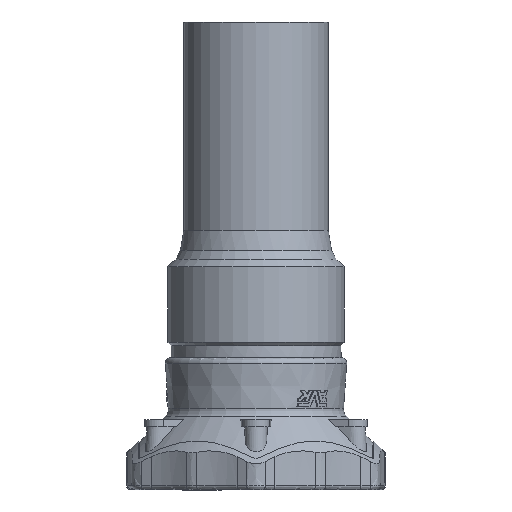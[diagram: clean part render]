
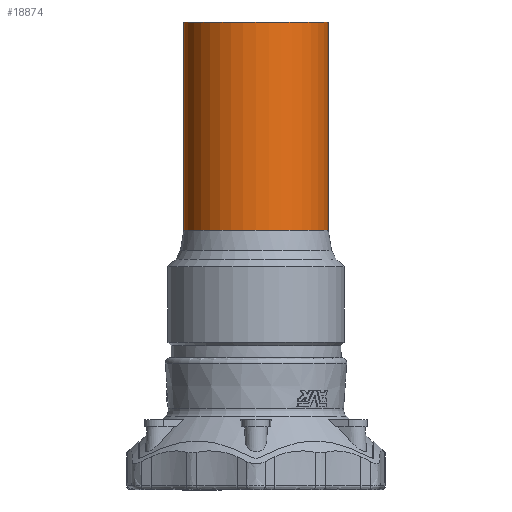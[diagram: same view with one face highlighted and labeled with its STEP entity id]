
A CAD part, front view. The second image highlights one B-rep face of the part: STEP entity #18874.
In plain terms, the highlighted cylindrical face has radius 100 mm (diameter 200 mm), a full revolution.
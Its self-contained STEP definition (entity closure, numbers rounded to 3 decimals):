
#781 = CIRCLE ( 'NONE', #13490, 100. ) ;
#808 = CIRCLE ( 'NONE', #13549, 100. ) ;
#2516 = DIRECTION ( 'NONE',  ( -1., 0., 0. ) ) ;
#2517 = DIRECTION ( 'NONE',  ( 0., 0., -1. ) ) ;
#2520 = CARTESIAN_POINT ( 'NONE',  ( -31.166, -0.652, 39.891 ) ) ;
#3600 = CARTESIAN_POINT ( 'NONE',  ( -31.166, -0.652, 487.704 ) ) ;
#3601 = DIRECTION ( 'NONE',  ( 0., 0., -1. ) ) ;
#3602 = DIRECTION ( 'NONE',  ( -1., 0., 0. ) ) ;
#4488 = AXIS2_PLACEMENT_3D ( 'NONE', #2520, #2517, #2516 ) ;
#8553 = CARTESIAN_POINT ( 'NONE',  ( -31.166, -0.652, 199.163 ) ) ;
#8554 = DIRECTION ( 'NONE',  ( 0., 0., -1. ) ) ;
#8555 = DIRECTION ( 'NONE',  ( -1., 0., 0. ) ) ;
#9141 = FACE_OUTER_BOUND ( 'NONE', #17058, .T. ) ;
#9150 = FACE_OUTER_BOUND ( 'NONE', #17061, .T. ) ;
#9154 = CYLINDRICAL_SURFACE ( 'NONE', #4488, 100. ) ;
#9483 = VERTEX_POINT ( 'NONE', #15199 ) ;
#9489 = VERTEX_POINT ( 'NONE', #15205 ) ;
#13490 = AXIS2_PLACEMENT_3D ( 'NONE', #8553, #8554, #8555 ) ;
#13549 = AXIS2_PLACEMENT_3D ( 'NONE', #3600, #3601, #3602 ) ;
#15199 = CARTESIAN_POINT ( 'NONE',  ( -131.166, -0.652, 199.163 ) ) ;
#15205 = CARTESIAN_POINT ( 'NONE',  ( -131.166, -0.652, 487.704 ) ) ;
#15662 = EDGE_CURVE ( 'NONE', #9483, #9483, #781, .T. ) ;
#15721 = EDGE_CURVE ( 'NONE', #9489, #9489, #808, .T. ) ;
#17058 = EDGE_LOOP ( 'NONE', ( #17230 ) ) ;
#17061 = EDGE_LOOP ( 'NONE', ( #17167 ) ) ;
#17167 = ORIENTED_EDGE ( 'NONE', *, *, #15662, .F. ) ;
#17230 = ORIENTED_EDGE ( 'NONE', *, *, #15721, .T. ) ;
#18874 = ADVANCED_FACE ( 'NONE', ( #9150, #9141 ), #9154, .T. ) ;
